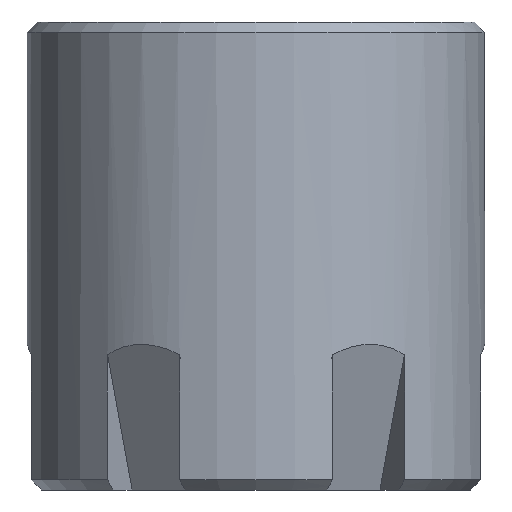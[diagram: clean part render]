
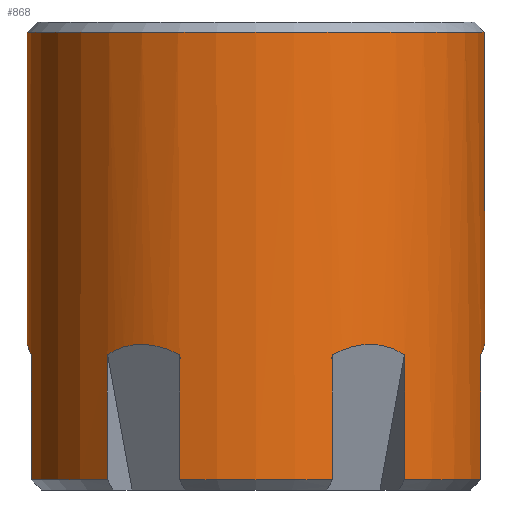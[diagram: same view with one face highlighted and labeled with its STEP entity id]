
A CAD part, left-side view. The second image highlights one B-rep face of the part: STEP entity #868.
In plain terms, the highlighted cylindrical face has radius 11 mm (diameter 22 mm), a full revolution.
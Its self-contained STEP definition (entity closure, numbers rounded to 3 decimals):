
#20=ELLIPSE('',#932,32.162,11.);
#21=ELLIPSE('',#934,32.162,11.);
#22=ELLIPSE('',#935,32.162,11.);
#23=ELLIPSE('',#936,32.162,11.);
#24=ELLIPSE('',#938,32.162,11.);
#25=ELLIPSE('',#940,32.162,11.);
#38=LINE('',#1194,#80);
#41=LINE('',#1203,#83);
#44=LINE('',#1218,#86);
#47=LINE('',#1235,#89);
#50=LINE('',#1250,#92);
#52=LINE('',#1264,#94);
#53=LINE('',#1268,#95);
#54=LINE('',#1273,#96);
#55=LINE('',#1276,#97);
#56=LINE('',#1280,#98);
#57=LINE('',#1284,#99);
#58=LINE('',#1289,#100);
#80=VECTOR('',#994,1000.);
#83=VECTOR('',#1001,1000.);
#86=VECTOR('',#1016,1000.);
#89=VECTOR('',#1033,1000.);
#92=VECTOR('',#1048,1000.);
#94=VECTOR('',#1062,1000.);
#95=VECTOR('',#1065,1000.);
#96=VECTOR('',#1070,1000.);
#97=VECTOR('',#1073,1000.);
#98=VECTOR('',#1078,1000.);
#99=VECTOR('',#1081,1000.);
#100=VECTOR('',#1086,1000.);
#180=ORIENTED_EDGE('',*,*,#344,.T.);
#181=ORIENTED_EDGE('',*,*,#345,.T.);
#182=ORIENTED_EDGE('',*,*,#346,.T.);
#183=ORIENTED_EDGE('',*,*,#347,.F.);
#184=ORIENTED_EDGE('',*,*,#348,.F.);
#185=ORIENTED_EDGE('',*,*,#349,.T.);
#186=ORIENTED_EDGE('',*,*,#315,.T.);
#187=ORIENTED_EDGE('',*,*,#350,.F.);
#188=ORIENTED_EDGE('',*,*,#351,.F.);
#189=ORIENTED_EDGE('',*,*,#323,.T.);
#190=ORIENTED_EDGE('',*,*,#319,.T.);
#191=ORIENTED_EDGE('',*,*,#352,.F.);
#192=ORIENTED_EDGE('',*,*,#353,.F.);
#193=ORIENTED_EDGE('',*,*,#330,.T.);
#194=ORIENTED_EDGE('',*,*,#326,.T.);
#195=ORIENTED_EDGE('',*,*,#354,.F.);
#196=ORIENTED_EDGE('',*,*,#334,.F.);
#197=ORIENTED_EDGE('',*,*,#355,.T.);
#198=ORIENTED_EDGE('',*,*,#356,.T.);
#199=ORIENTED_EDGE('',*,*,#357,.F.);
#200=ORIENTED_EDGE('',*,*,#358,.F.);
#201=ORIENTED_EDGE('',*,*,#359,.T.);
#202=ORIENTED_EDGE('',*,*,#340,.T.);
#203=ORIENTED_EDGE('',*,*,#360,.F.);
#204=ORIENTED_EDGE('',*,*,#361,.F.);
#315=EDGE_CURVE('',#400,#398,#38,.T.);
#319=EDGE_CURVE('',#404,#402,#41,.T.);
#323=EDGE_CURVE('',#407,#404,#461,.T.);
#326=EDGE_CURVE('',#410,#408,#44,.T.);
#330=EDGE_CURVE('',#413,#410,#465,.T.);
#334=EDGE_CURVE('',#416,#417,#47,.T.);
#340=EDGE_CURVE('',#423,#421,#50,.T.);
#344=EDGE_CURVE('',#426,#426,#473,.T.);
#345=EDGE_CURVE('',#427,#428,#474,.T.);
#346=EDGE_CURVE('',#428,#429,#52,.T.);
#347=EDGE_CURVE('',#430,#429,#20,.T.);
#348=EDGE_CURVE('',#431,#430,#53,.T.);
#349=EDGE_CURVE('',#431,#400,#475,.T.);
#350=EDGE_CURVE('',#432,#398,#21,.T.);
#351=EDGE_CURVE('',#407,#432,#54,.T.);
#352=EDGE_CURVE('',#433,#402,#22,.T.);
#353=EDGE_CURVE('',#413,#433,#55,.T.);
#354=EDGE_CURVE('',#417,#408,#23,.T.);
#355=EDGE_CURVE('',#416,#434,#476,.T.);
#356=EDGE_CURVE('',#434,#435,#56,.T.);
#357=EDGE_CURVE('',#436,#435,#24,.T.);
#358=EDGE_CURVE('',#437,#436,#57,.T.);
#359=EDGE_CURVE('',#437,#423,#477,.T.);
#360=EDGE_CURVE('',#438,#421,#25,.T.);
#361=EDGE_CURVE('',#427,#438,#58,.T.);
#398=VERTEX_POINT('',#1192);
#400=VERTEX_POINT('',#1195);
#402=VERTEX_POINT('',#1201);
#404=VERTEX_POINT('',#1204);
#407=VERTEX_POINT('',#1212);
#408=VERTEX_POINT('',#1216);
#410=VERTEX_POINT('',#1219);
#413=VERTEX_POINT('',#1227);
#416=VERTEX_POINT('',#1234);
#417=VERTEX_POINT('',#1236);
#421=VERTEX_POINT('',#1248);
#423=VERTEX_POINT('',#1251);
#426=VERTEX_POINT('',#1259);
#427=VERTEX_POINT('',#1262);
#428=VERTEX_POINT('',#1263);
#429=VERTEX_POINT('',#1265);
#430=VERTEX_POINT('',#1267);
#431=VERTEX_POINT('',#1269);
#432=VERTEX_POINT('',#1272);
#433=VERTEX_POINT('',#1275);
#434=VERTEX_POINT('',#1279);
#435=VERTEX_POINT('',#1281);
#436=VERTEX_POINT('',#1283);
#437=VERTEX_POINT('',#1285);
#438=VERTEX_POINT('',#1288);
#461=CIRCLE('',#910,11.);
#465=CIRCLE('',#916,11.);
#473=CIRCLE('',#929,11.);
#474=CIRCLE('',#931,11.);
#475=CIRCLE('',#933,11.);
#476=CIRCLE('',#937,11.);
#477=CIRCLE('',#939,11.);
#507=EDGE_LOOP('',(#180));
#508=EDGE_LOOP('',(#181,#182,#183,#184,#185,#186,#187,#188,#189,#190,#191,
#192,#193,#194,#195,#196,#197,#198,#199,#200,#201,#202,#203,#204));
#557=FACE_BOUND('',#507,.T.);
#558=FACE_BOUND('',#508,.T.);
#592=CYLINDRICAL_SURFACE('',#930,11.);
#868=ADVANCED_FACE('',(#557,#558),#592,.T.);
#910=AXIS2_PLACEMENT_3D('',#1211,#1009,#1010);
#916=AXIS2_PLACEMENT_3D('',#1226,#1024,#1025);
#929=AXIS2_PLACEMENT_3D('',#1258,#1056,#1057);
#930=AXIS2_PLACEMENT_3D('',#1260,#1058,#1059);
#931=AXIS2_PLACEMENT_3D('',#1261,#1060,#1061);
#932=AXIS2_PLACEMENT_3D('',#1266,#1063,#1064);
#933=AXIS2_PLACEMENT_3D('',#1270,#1066,#1067);
#934=AXIS2_PLACEMENT_3D('',#1271,#1068,#1069);
#935=AXIS2_PLACEMENT_3D('',#1274,#1071,#1072);
#936=AXIS2_PLACEMENT_3D('',#1277,#1074,#1075);
#937=AXIS2_PLACEMENT_3D('',#1278,#1076,#1077);
#938=AXIS2_PLACEMENT_3D('',#1282,#1079,#1080);
#939=AXIS2_PLACEMENT_3D('',#1286,#1082,#1083);
#940=AXIS2_PLACEMENT_3D('',#1287,#1084,#1085);
#994=DIRECTION('',(0.,0.,1.));
#1001=DIRECTION('',(0.,0.,1.));
#1009=DIRECTION('',(0.,0.,1.));
#1010=DIRECTION('',(1.,0.,0.));
#1016=DIRECTION('',(0.,0.,1.));
#1024=DIRECTION('',(0.,0.,1.));
#1025=DIRECTION('',(1.,0.,0.));
#1033=DIRECTION('',(0.,0.,1.));
#1048=DIRECTION('',(0.,0.,1.));
#1056=DIRECTION('',(0.,0.,-1.));
#1057=DIRECTION('',(-1.,0.,0.));
#1058=DIRECTION('',(0.,0.,-1.));
#1059=DIRECTION('',(1.,0.,0.));
#1060=DIRECTION('',(0.,0.,1.));
#1061=DIRECTION('',(1.,0.,0.));
#1062=DIRECTION('',(0.,0.,1.));
#1063=DIRECTION('',(-0.814,0.47,-0.342));
#1064=DIRECTION('',(-0.296,0.171,0.94));
#1065=DIRECTION('',(0.,0.,1.));
#1066=DIRECTION('',(0.,0.,1.));
#1067=DIRECTION('',(1.,0.,0.));
#1068=DIRECTION('',(-0.814,-0.47,-0.342));
#1069=DIRECTION('',(-0.296,-0.171,0.94));
#1070=DIRECTION('',(0.,0.,1.));
#1071=DIRECTION('',(0.,-0.94,-0.342));
#1072=DIRECTION('',(0.,-0.342,0.94));
#1073=DIRECTION('',(0.,0.,1.));
#1074=DIRECTION('',(0.814,-0.47,-0.342));
#1075=DIRECTION('',(0.296,-0.171,0.94));
#1076=DIRECTION('',(0.,0.,1.));
#1077=DIRECTION('',(1.,0.,0.));
#1078=DIRECTION('',(0.,0.,1.));
#1079=DIRECTION('',(0.814,0.47,-0.342));
#1080=DIRECTION('',(0.296,0.171,0.94));
#1081=DIRECTION('',(0.,0.,1.));
#1082=DIRECTION('',(0.,0.,1.));
#1083=DIRECTION('',(1.,0.,0.));
#1084=DIRECTION('',(0.,0.94,-0.342));
#1085=DIRECTION('',(0.,0.342,0.94));
#1086=DIRECTION('',(0.,0.,1.));
#1192=CARTESIAN_POINT('',(-10.367,-3.676,6.502));
#1194=CARTESIAN_POINT('',(-10.367,-3.676,25.));
#1195=CARTESIAN_POINT('',(-10.367,-3.676,0.5));
#1201=CARTESIAN_POINT('',(-2.,-10.817,6.502));
#1203=CARTESIAN_POINT('',(-2.,-10.817,25.));
#1204=CARTESIAN_POINT('',(-2.,-10.817,0.5));
#1211=CARTESIAN_POINT('',(0.,0.,0.5));
#1212=CARTESIAN_POINT('',(-8.367,-7.14,0.5));
#1216=CARTESIAN_POINT('',(8.367,-7.14,6.502));
#1218=CARTESIAN_POINT('',(8.367,-7.14,25.));
#1219=CARTESIAN_POINT('',(8.367,-7.14,0.5));
#1226=CARTESIAN_POINT('',(0.,0.,0.5));
#1227=CARTESIAN_POINT('',(2.,-10.817,0.5));
#1234=CARTESIAN_POINT('',(10.367,-3.676,0.5));
#1235=CARTESIAN_POINT('',(10.367,-3.676,25.));
#1236=CARTESIAN_POINT('',(10.367,-3.676,6.502));
#1248=CARTESIAN_POINT('',(2.,10.817,6.502));
#1250=CARTESIAN_POINT('',(2.,10.817,25.));
#1251=CARTESIAN_POINT('',(2.,10.817,0.5));
#1258=CARTESIAN_POINT('',(0.,0.,22.));
#1259=CARTESIAN_POINT('',(-11.,0.,22.));
#1260=CARTESIAN_POINT('',(0.,0.,25.));
#1261=CARTESIAN_POINT('',(0.,0.,0.5));
#1262=CARTESIAN_POINT('',(-2.,10.817,0.5));
#1263=CARTESIAN_POINT('',(-8.367,7.14,0.5));
#1264=CARTESIAN_POINT('',(-8.367,7.14,25.));
#1265=CARTESIAN_POINT('',(-8.367,7.14,6.502));
#1266=CARTESIAN_POINT('',(0.,0.,-23.216));
#1267=CARTESIAN_POINT('',(-10.367,3.676,6.502));
#1268=CARTESIAN_POINT('',(-10.367,3.676,25.));
#1269=CARTESIAN_POINT('',(-10.367,3.676,0.5));
#1270=CARTESIAN_POINT('',(0.,0.,0.5));
#1271=CARTESIAN_POINT('',(0.,0.,-23.216));
#1272=CARTESIAN_POINT('',(-8.367,-7.14,6.502));
#1273=CARTESIAN_POINT('',(-8.367,-7.14,25.));
#1274=CARTESIAN_POINT('',(0.,0.,-23.216));
#1275=CARTESIAN_POINT('',(2.,-10.817,6.502));
#1276=CARTESIAN_POINT('',(2.,-10.817,25.));
#1277=CARTESIAN_POINT('',(0.,0.,-23.216));
#1278=CARTESIAN_POINT('',(0.,0.,0.5));
#1279=CARTESIAN_POINT('',(10.367,3.676,0.5));
#1280=CARTESIAN_POINT('',(10.367,3.676,25.));
#1281=CARTESIAN_POINT('',(10.367,3.676,6.502));
#1282=CARTESIAN_POINT('',(0.,0.,-23.216));
#1283=CARTESIAN_POINT('',(8.367,7.14,6.502));
#1284=CARTESIAN_POINT('',(8.367,7.14,25.));
#1285=CARTESIAN_POINT('',(8.367,7.14,0.5));
#1286=CARTESIAN_POINT('',(0.,0.,0.5));
#1287=CARTESIAN_POINT('',(0.,0.,-23.216));
#1288=CARTESIAN_POINT('',(-2.,10.817,6.502));
#1289=CARTESIAN_POINT('',(-2.,10.817,25.));
